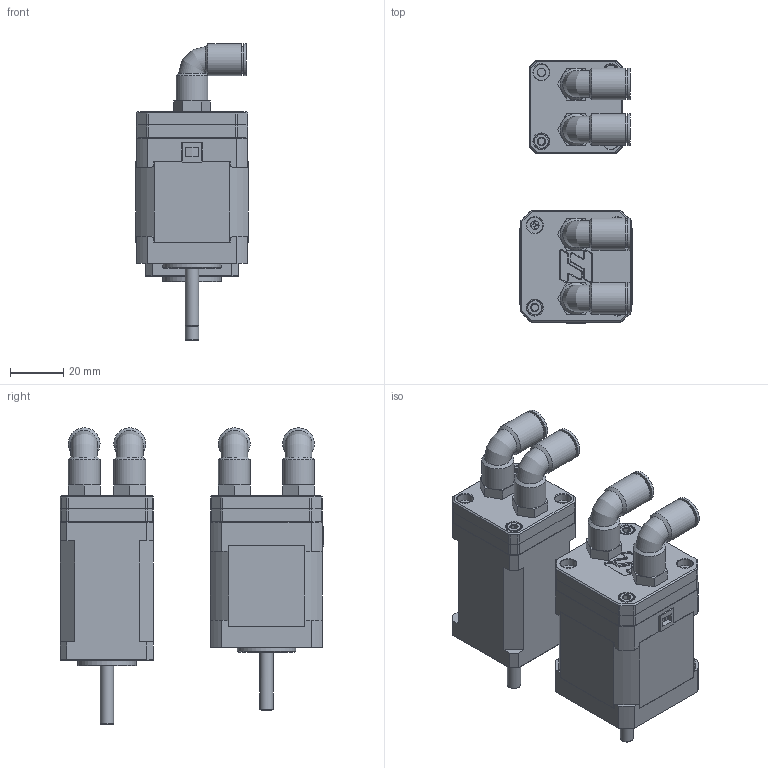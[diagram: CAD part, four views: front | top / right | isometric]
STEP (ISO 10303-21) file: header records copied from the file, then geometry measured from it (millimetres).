
FILE_DESCRIPTION(/* description */ (''),/* implementation_level */ '2;1');
FILE_NAME(/* name */ 'kic_v19.step',/* time_stamp */ '2023-08-13T22:41:59-05:00',/* author */ (''),/* organization */ (''),/* preprocessor_version */ 'ST-DEVELOPER v20',/* originating_system */ 'Autodesk Translation Framework v12.9.0.99',/* authorisation */ '');
FILE_SCHEMA (('AUTOMOTIVE_DESIGN { 1 0 10303 214 3 1 1 }'));
Products named in the file (16): Water Cooling; WC_Nema17; simple v4; Plates; M5 WC Fittings (1) (2); LDO-42STH48-2504AH; NEMA17 (1); Hardware; M3x6 SHCS; WC_Nema14; plates_n14; Hardware (4); M3x6 SHCS (4); M5 WC Fittings (1) (2)_1; Ø6 x M5 COTOVELO 90° MACHO GIRAT. (C02470605) (1) (2); Nema14
Assembly tree (20 placements, depth 5):
  Water Cooling
    WC_Nema17
      simple v4
        Plates
        M5 WC Fittings (1) (2)
          Ø6 x M5 COTOVELO 90° MACHO GIRAT. (C02470605) (1) (2)  x2
      LDO-42STH48-2504AH
        NEMA17 (1)
      Hardware
        M3x6 SHCS  x2
    WC_Nema14
      plates_n14
      Hardware (4)
        M3x6 SHCS (4)  x2
        M5 WC Fittings (1) (2)_1
          Ø6 x M5 COTOVELO 90° MACHO GIRAT. (C02470605) (1) (2)  x2
      Nema14
Bounding box: 42.2 x 99.01 x 111.5 mm (x, y, z)
Volume: 143411.6 mm3; surface area: 77891.6 mm2
Topology: 25 solids, 25 shells, 2000 faces, 6488 edges, 4263 vertices
Faces by surface type: plane 969, cylinder 887, cone 121, torus 23
Full cylindrical faces by diameter (mm): 2.464 x4, 2.5 x8, 2.529 x4, 2.997 x4, 3 x24, 3.2 x12, 3.4 x4, 4.234 x4, 4.991 x1, 5 x6, 5.001 x2, 5.182 x1, 5.5 x4, 6 x12, 6.5 x1, 7 x1, 7.468 x1, 7.811 x4, 7.823 x4, 8.141 x4, 9 x1, 10 x4, 12 x14, 12.103 x4, 13.208 x4, 15.999 x2, 16 x2, 22 x2, 26 x2, 26.8 x2
Entity records: 70192 total; most frequent: DIRECTION 12541, ORIENTED_EDGE 12432, CARTESIAN_POINT 12268, EDGE_CURVE 6216, AXIS2_PLACEMENT_3D 4455, VERTEX_POINT 4092, LINE 3631, VECTOR 3631
